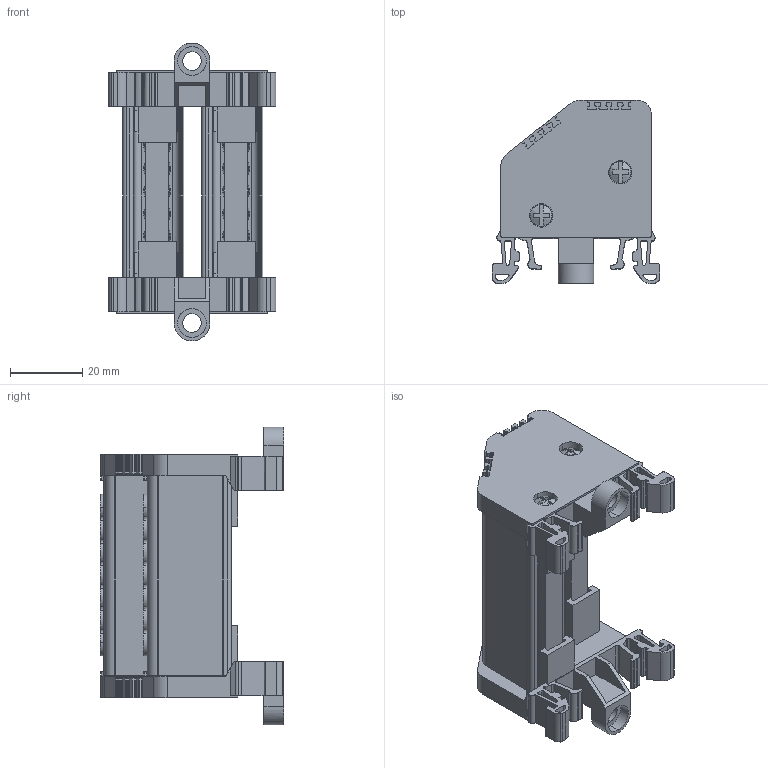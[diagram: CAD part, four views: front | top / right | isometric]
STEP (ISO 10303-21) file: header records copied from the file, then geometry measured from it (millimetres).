
FILE_DESCRIPTION (( 'STEP AP203' ), '1' );
FILE_NAME ('6,5x9 Ýki Kutuplu Daðýtýcý Ünite - 7 Delikli.STEP', '2019-01-08T10:57:00', ( '' ), ( '' ), 'SwSTEP 2.0', 'SolidWorks 2011', '' );
FILE_SCHEMA (( 'CONFIG_CONTROL_DESIGN' ));
Length unit declared in the file: millimetre
Products named in the file (1): 6,5x9 Ýki Kutuplu Daðýtýcý Ünite - 7 Delikli
Bounding box: 46.6 x 50.84 x 82.65 mm (x, y, z)
Volume: 37774.5 mm3; surface area: 36538.7 mm2
Topology: 1 solids, 7 shells, 1800 faces, 5279 edges, 3557 vertices
Faces by surface type: plane 906, cylinder 618, cone 192, bspline 84
Entity records: 74904 total; most frequent: CARTESIAN_POINT 32081, ORIENTED_EDGE 10558, DIRECTION 6330, EDGE_CURVE 5279, VERTEX_POINT 3557, B_SPLINE_CURVE_WITH_KNOTS 2529, LINE 2520, VECTOR 2520
